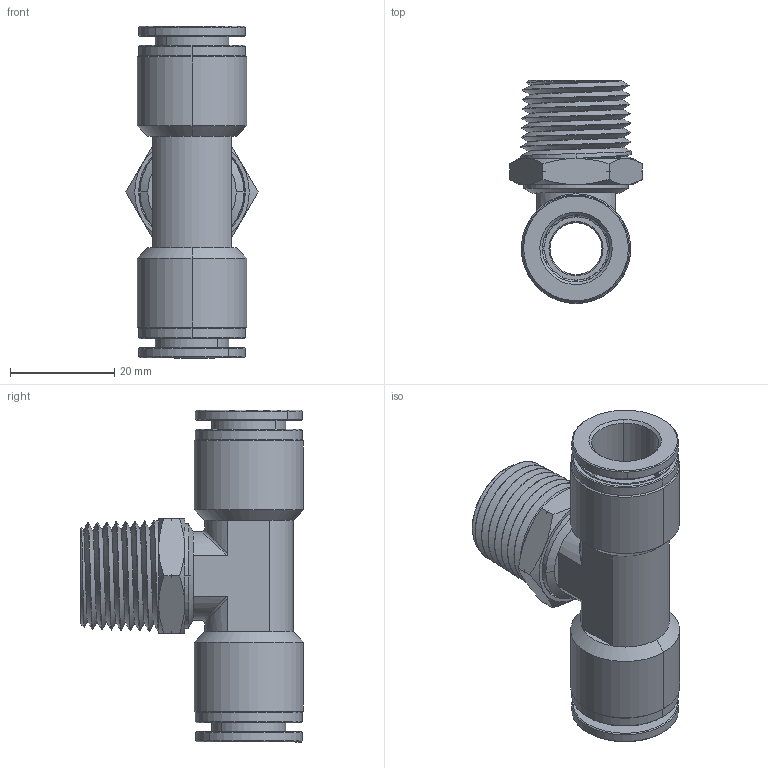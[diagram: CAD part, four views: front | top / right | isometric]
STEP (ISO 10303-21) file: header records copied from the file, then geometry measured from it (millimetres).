
FILE_DESCRIPTION (( 'STEP AP214' ), '1' );
FILE_NAME ('BTS1-2N1-2W.STEP', '2018-07-24T19:19:13', ( '' ), ( '' ), 'SwSTEP 2.0', 'SolidWorks 2016', '' );
FILE_SCHEMA (( 'AUTOMOTIVE_DESIGN' ));
Length unit declared in the file: millimetre
Products named in the file (1): BTS1-2N1-2W
Bounding box: 25.4 x 42.81 x 63.78 mm (x, y, z)
Volume: 15409.7 mm3; surface area: 19170.9 mm2
Topology: 12 solids, 12 shells, 980 faces, 2690 edges, 1752 vertices
Faces by surface type: plane 353, cone 339, cylinder 156, bspline 128, torus 4
Entity records: 48912 total; most frequent: CARTESIAN_POINT 14874, ORIENTED_EDGE 5380, DIRECTION 4212, EDGE_CURVE 2690, VERTEX_POINT 1752, AXIS2_PLACEMENT_3D 1716, EDGE_LOOP 1024, B_SPLINE_CURVE_WITH_KNOTS 1018
